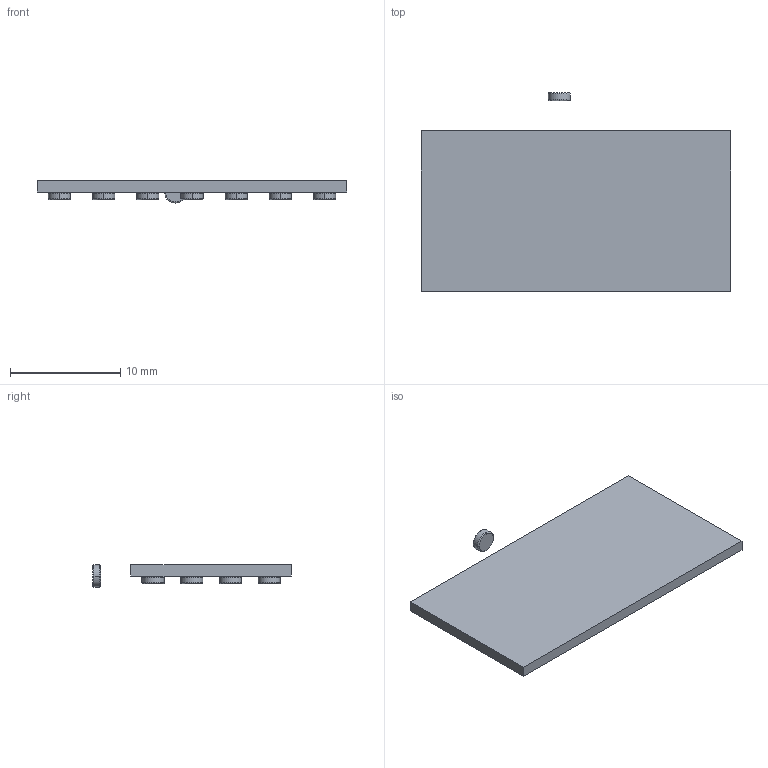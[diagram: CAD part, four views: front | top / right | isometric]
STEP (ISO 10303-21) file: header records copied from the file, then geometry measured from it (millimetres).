
FILE_DESCRIPTION(('TFLEX Exchange Step'),'2;1');
FILE_NAME(' верх уклон мини.stp', '2022-03-31T12:13:19+03:00',('ilya'),('Unknown organisation'),'TFLEX Exchange 2022.0','T-FLEX CAD','Unknown authorisation');
FILE_SCHEMA( ('AUTOMOTIVE_DESIGN { 1 0 10303 214 1 1 1 1 }') );
Length unit declared in the file: millimetre
Products named in the file (2): норм заклепка; декор верх уклон мини
Assembly tree (18 placements, depth 2):
  декор верх уклон мини
    норм заклепка  x18
Bounding box: 28 x 17.96 x 2 mm (x, y, z)
Volume: 447.6 mm3; surface area: 1090.1 mm2
Topology: 20 solids, 20 shells, 158 faces, 316 edges, 198 vertices
Faces by surface type: torus 76, plane 44, cylinder 38
Entity records: 669 total; most frequent: DIRECTION 108, CARTESIAN_POINT 79, ORIENTED_EDGE 56, AXIS2_PLACEMENT_3D 47, PRODUCT_DEFINITION_SHAPE 37, EDGE_CURVE 28, PRODUCT 19, PRODUCT_RELATED_PRODUCT_CATEGORY 19
